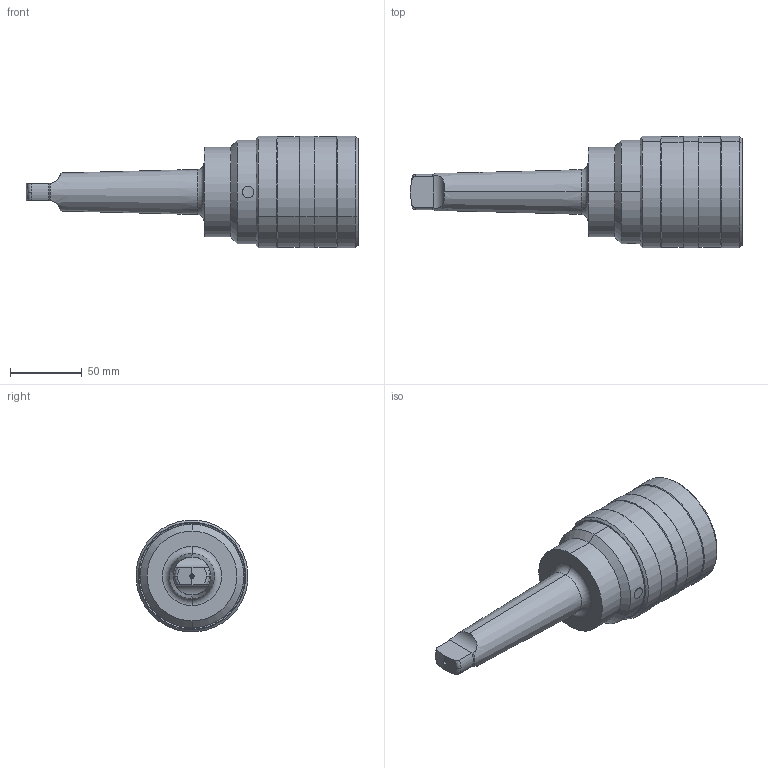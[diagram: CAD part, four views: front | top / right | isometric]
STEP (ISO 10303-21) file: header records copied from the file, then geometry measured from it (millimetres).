
FILE_DESCRIPTION (( 'STEP AP203' ), '1' );
FILE_NAME ('157-S2514-4-03.STEP', '2019-04-16T07:13:50', ( 'Acer' ), ( '' ), 'SwSTEP 2.0', 'SolidWorks 2018', '' );
FILE_SCHEMA (( 'CONFIG_CONTROL_DESIGN' ));
Length unit declared in the file: millimetre
Products named in the file (1): 157-S2514-4-03
Bounding box: 231.2 x 77.82 x 77.82 mm (x, y, z)
Surface area: 80224.7 mm2 (no closed solid volume)
Topology: 0 solids, 5 shells, 102 faces, 272 edges, 176 vertices
Faces by surface type: cylinder 38, cone 27, plane 18, torus 15, bspline 4
Entity records: 4076 total; most frequent: CARTESIAN_POINT 1532, DIRECTION 530, ORIENTED_EDGE 487, EDGE_CURVE 272, AXIS2_PLACEMENT_3D 222, VERTEX_POINT 176, CIRCLE 123, EDGE_LOOP 112
